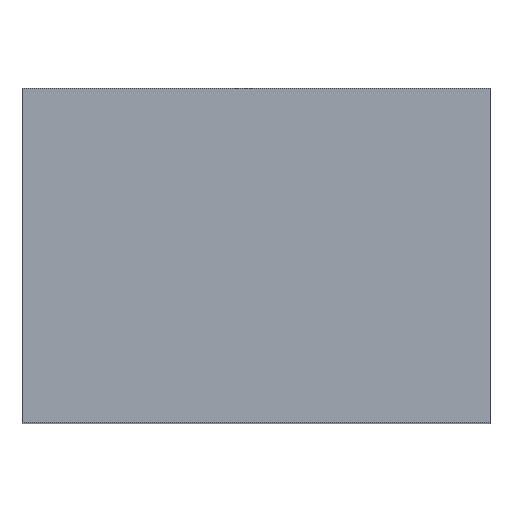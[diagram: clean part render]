
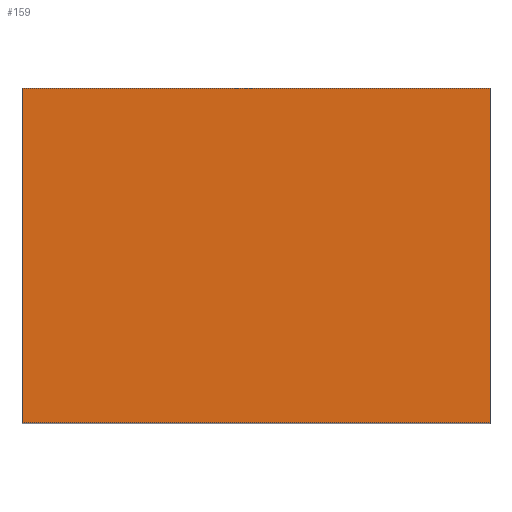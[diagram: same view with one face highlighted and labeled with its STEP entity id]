
A CAD part, top view. The second image highlights one B-rep face of the part: STEP entity #159.
In plain terms, the highlighted planar face has unit normal (0, 0, 1).
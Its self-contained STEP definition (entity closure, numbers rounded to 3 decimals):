
#40 = EDGE_CURVE ( 'NONE', #140, #212, #64, .T. ) ;
#61 = DIRECTION ( 'NONE',  ( 1., 0., 0. ) ) ;
#62 = VECTOR ( 'NONE', #61, 1000. ) ;
#63 = CARTESIAN_POINT ( 'NONE',  ( -3.5, -2.5, 10. ) ) ;
#64 = LINE ( 'NONE', #63, #62 ) ;
#70 = EDGE_CURVE ( 'NONE', #71, #140, #92, .T. ) ;
#71 = VERTEX_POINT ( 'NONE', #88 ) ;
#88 = CARTESIAN_POINT ( 'NONE',  ( -3.5, 2.5, 10. ) ) ;
#89 = DIRECTION ( 'NONE',  ( 0., -1., 0. ) ) ;
#90 = VECTOR ( 'NONE', #89, 1000. ) ;
#91 = CARTESIAN_POINT ( 'NONE',  ( -3.5, 2.5, 10. ) ) ;
#92 = LINE ( 'NONE', #91, #90 ) ;
#110 = VERTEX_POINT ( 'NONE', #173 ) ;
#112 = EDGE_CURVE ( 'NONE', #212, #110, #416, .T. ) ;
#140 = VERTEX_POINT ( 'NONE', #289 ) ;
#141 = ORIENTED_EDGE ( 'NONE', *, *, #40, .T. ) ;
#142 = ORIENTED_EDGE ( 'NONE', *, *, #112, .T. ) ;
#143 = ORIENTED_EDGE ( 'NONE', *, *, #157, .T. ) ;
#157 = EDGE_CURVE ( 'NONE', #110, #71, #330, .T. ) ;
#159 = ADVANCED_FACE ( 'NONE', ( #325 ), #442, .T. ) ;
#160 = EDGE_LOOP ( 'NONE', ( #161, #141, #142, #143 ) ) ;
#161 = ORIENTED_EDGE ( 'NONE', *, *, #70, .T. ) ;
#173 = CARTESIAN_POINT ( 'NONE',  ( 3.5, 2.5, 10. ) ) ;
#212 = VERTEX_POINT ( 'NONE', #471 ) ;
#289 = CARTESIAN_POINT ( 'NONE',  ( -3.5, -2.5, 10. ) ) ;
#325 = FACE_OUTER_BOUND ( 'NONE', #160, .T. ) ;
#326 = DIRECTION ( 'NONE',  ( -1., 0., 0. ) ) ;
#327 = VECTOR ( 'NONE', #326, 1000. ) ;
#328 = CARTESIAN_POINT ( 'NONE',  ( -3.5, 2.5, 10. ) ) ;
#330 = LINE ( 'NONE', #328, #327 ) ;
#349 = DIRECTION ( 'NONE',  ( 0., 1., 0. ) ) ;
#350 = VECTOR ( 'NONE', #349, 1000. ) ;
#415 = CARTESIAN_POINT ( 'NONE',  ( 3.5, 2.5, 10. ) ) ;
#416 = LINE ( 'NONE', #415, #350 ) ;
#437 = DIRECTION ( 'NONE',  ( 1., 0., 0. ) ) ;
#438 = DIRECTION ( 'NONE',  ( 0., 0., 1. ) ) ;
#439 = CARTESIAN_POINT ( 'NONE',  ( -3.5, -2.5, 10. ) ) ;
#440 = AXIS2_PLACEMENT_3D ( 'NONE', #439, #438, #437 ) ;
#442 = PLANE ( 'NONE',  #440 ) ;
#471 = CARTESIAN_POINT ( 'NONE',  ( 3.5, -2.5, 10. ) ) ;
